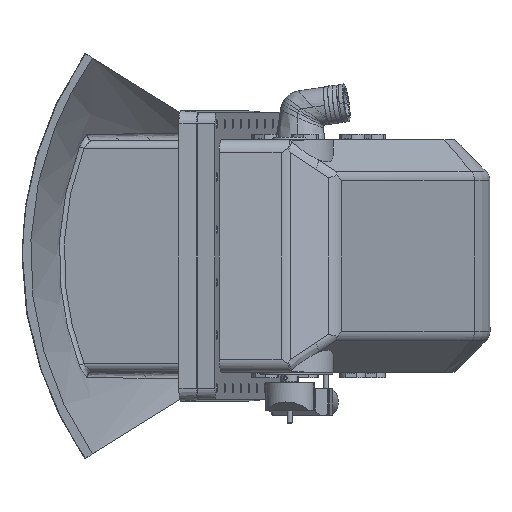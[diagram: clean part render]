
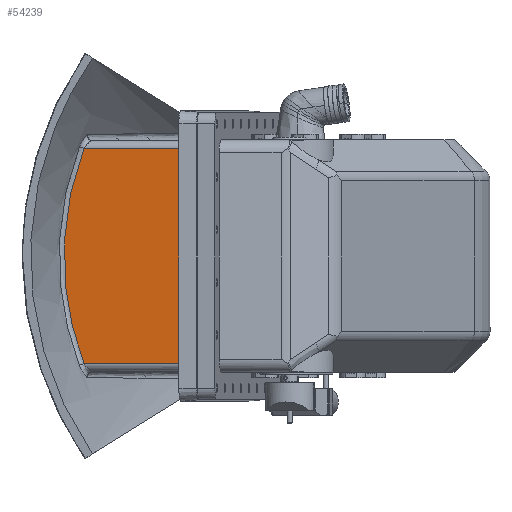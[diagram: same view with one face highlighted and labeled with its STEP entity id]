
A CAD part, front view. The second image highlights one B-rep face of the part: STEP entity #54239.
In plain terms, the highlighted planar face has unit normal (-0.146, -0.989, 0).
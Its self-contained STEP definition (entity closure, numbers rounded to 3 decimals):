
#50837=CARTESIAN_POINT('Line Origine',(-611.658,-469.285,0.)) ;
#50841=CARTESIAN_POINT('Vertex',(-611.658,-469.285,-121.5)) ;
#50843=CARTESIAN_POINT('Vertex',(-611.658,-469.285,121.5)) ;
#53945=CARTESIAN_POINT('Line Origine',(-694.551,-457.087,121.5)) ;
#53949=CARTESIAN_POINT('Vertex',(-723.464,-452.832,121.5)) ;
#54186=CARTESIAN_POINT('Line Origine',(-694.551,-457.087,-121.5)) ;
#54190=CARTESIAN_POINT('Vertex',(-723.464,-452.832,-121.5)) ;
#54211=CARTESIAN_POINT('Axis2P3D Location',(-611.658,-469.285,-121.5)) ;
#54217=CARTESIAN_POINT('Control Point',(-723.464,-452.832,121.5)) ;
#54218=CARTESIAN_POINT('Control Point',(-728.731,-452.057,107.796)) ;
#54219=CARTESIAN_POINT('Control Point',(-733.257,-451.391,93.795)) ;
#54220=CARTESIAN_POINT('Control Point',(-737.018,-450.838,79.554)) ;
#54221=CARTESIAN_POINT('Control Point',(-743.431,-449.894,48.543)) ;
#54222=CARTESIAN_POINT('Control Point',(-746.199,-449.487,16.96)) ;
#54223=CARTESIAN_POINT('Control Point',(-746.622,-449.425,-0.008)) ;
#54224=CARTESIAN_POINT('Control Point',(-745.35,-449.612,-33.907)) ;
#54225=CARTESIAN_POINT('Control Point',(-739.878,-450.417,-67.37)) ;
#54226=CARTESIAN_POINT('Control Point',(-736.1,-450.973,-83.903)) ;
#54227=CARTESIAN_POINT('Control Point',(-730.97,-451.728,-101.273)) ;
#54228=CARTESIAN_POINT('Control Point',(-724.71,-452.649,-118.216)) ;
#54229=CARTESIAN_POINT('Control Point',(-724.299,-452.709,-119.312)) ;
#54230=CARTESIAN_POINT('Control Point',(-723.884,-452.771,-120.407)) ;
#54231=CARTESIAN_POINT('Control Point',(-723.464,-452.832,-121.5)) ;
#50838=DIRECTION('Vector Direction',(0.,0.,1.)) ;
#53946=DIRECTION('Vector Direction',(-0.989,0.146,0.)) ;
#54187=DIRECTION('Vector Direction',(-0.989,0.146,0.)) ;
#54212=DIRECTION('Axis2P3D Direction',(-0.146,-0.989,0.)) ;
#54213=DIRECTION('Axis2P3D XDirection',(0.,0.,1.)) ;
#54214=AXIS2_PLACEMENT_3D('Plane Axis2P3D',#54211,#54212,#54213) ;
#54234=ORIENTED_EDGE('',*,*,#54192,.F.) ;
#54235=ORIENTED_EDGE('',*,*,#50845,.T.) ;
#54236=ORIENTED_EDGE('',*,*,#53951,.T.) ;
#54237=ORIENTED_EDGE('',*,*,#54232,.T.) ;
#50839=VECTOR('Line Direction',#50838,1.) ;
#53947=VECTOR('Line Direction',#53946,1.) ;
#54188=VECTOR('Line Direction',#54187,1.) ;
#54239=ADVANCED_FACE('Produit4.1\\014D-Caisson_D\X2\00E9\X0\faut.1\\NONE',(#54238),#54215,.T.) ;
#54216=B_SPLINE_CURVE_WITH_KNOTS('',5,(#54217,#54218,#54219,#54220,#54221,#54222,#54223,#54224,#54225,#54226,#54227,#54228,#54229,#54230,#54231),.UNSPECIFIED.,.F.,.U.,(6,3,3,3,6),(137.213,246.508,372.214,497.935,506.651),.UNSPECIFIED.) ;
#50845=EDGE_CURVE('',#50842,#50844,#50840,.T.) ;
#53951=EDGE_CURVE('',#50844,#53950,#53948,.T.) ;
#54192=EDGE_CURVE('',#50842,#54191,#54189,.T.) ;
#54232=EDGE_CURVE('',#53950,#54191,#54216,.T.) ;
#54233=EDGE_LOOP('',(#54234,#54235,#54236,#54237)) ;
#54238=FACE_OUTER_BOUND('',#54233,.T.) ;
#50840=LINE('Line',#50837,#50839) ;
#53948=LINE('Line',#53945,#53947) ;
#54189=LINE('Line',#54186,#54188) ;
#54215=PLANE('',#54214) ;
#50842=VERTEX_POINT('',#50841) ;
#50844=VERTEX_POINT('',#50843) ;
#53950=VERTEX_POINT('',#53949) ;
#54191=VERTEX_POINT('',#54190) ;
